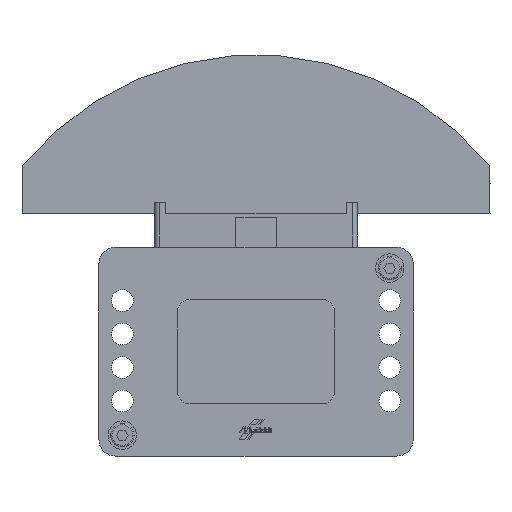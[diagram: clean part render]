
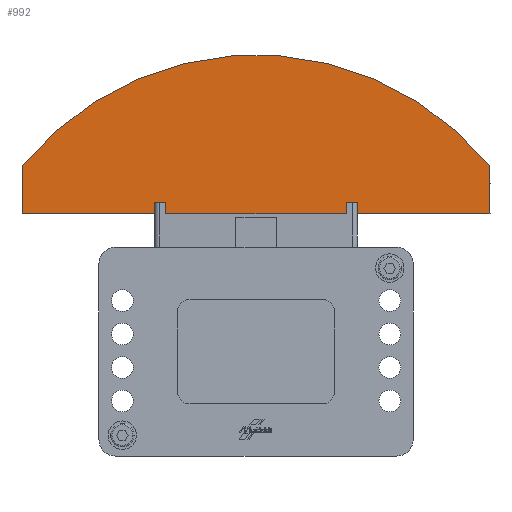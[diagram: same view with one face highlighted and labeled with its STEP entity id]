
A CAD part, front view. The second image highlights one B-rep face of the part: STEP entity #992.
In plain terms, the highlighted planar face has unit normal (0, -1, 0).
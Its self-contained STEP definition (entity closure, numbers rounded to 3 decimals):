
#992=ADVANCED_FACE('',(#2096),#2097,.T.);
#2096=FACE_OUTER_BOUND('',#3289,.T.);
#2097=PLANE('',#3290);
#3289=EDGE_LOOP('',(#6266,#6267,#6268,#6269,#6270,#6271,#6272,#6273,#6274,#6275,#6276,#6277));
#3290=AXIS2_PLACEMENT_3D('',#6278,#6279,#6280);
#6266=ORIENTED_EDGE('',*,*,#8041,.T.);
#6267=ORIENTED_EDGE('',*,*,#8045,.T.);
#6268=ORIENTED_EDGE('',*,*,#8046,.T.);
#6269=ORIENTED_EDGE('',*,*,#8021,.T.);
#6270=ORIENTED_EDGE('',*,*,#8047,.F.);
#6271=ORIENTED_EDGE('',*,*,#8048,.F.);
#6272=ORIENTED_EDGE('',*,*,#8049,.F.);
#6273=ORIENTED_EDGE('',*,*,#8050,.F.);
#6274=ORIENTED_EDGE('',*,*,#8051,.F.);
#6275=ORIENTED_EDGE('',*,*,#8052,.T.);
#6276=ORIENTED_EDGE('',*,*,#8053,.T.);
#6277=ORIENTED_EDGE('',*,*,#8012,.T.);
#6278=CARTESIAN_POINT('',(0.,-31.5,89.636));
#6279=DIRECTION('',(0.0,-1.0,0.0));
#6280=DIRECTION('',(1.0,0.0,0.0));
#8012=EDGE_CURVE('',#9866,#9864,#9867,.T.);
#8021=EDGE_CURVE('',#9883,#9881,#9884,.T.);
#8041=EDGE_CURVE('',#9864,#9907,#9909,.T.);
#8045=EDGE_CURVE('',#9907,#9914,#9915,.T.);
#8046=EDGE_CURVE('',#9914,#9883,#9916,.T.);
#8047=EDGE_CURVE('',#9917,#9881,#9918,.T.);
#8048=EDGE_CURVE('',#9919,#9917,#9920,.T.);
#8049=EDGE_CURVE('',#9921,#9919,#9922,.T.);
#8050=EDGE_CURVE('',#9923,#9921,#9924,.T.);
#8051=EDGE_CURVE('',#9925,#9923,#9926,.T.);
#8052=EDGE_CURVE('',#9925,#9927,#9928,.T.);
#8053=EDGE_CURVE('',#9927,#9866,#9929,.T.);
#9864=VERTEX_POINT('',#12338);
#9866=VERTEX_POINT('',#12341);
#9867=LINE('',#12342,#12343);
#9881=VERTEX_POINT('',#12363);
#9883=VERTEX_POINT('',#12366);
#9884=LINE('',#12367,#12368);
#9907=VERTEX_POINT('',#12396);
#9909=LINE('',#12399,#12400);
#9914=VERTEX_POINT('',#12407);
#9915=LINE('',#12408,#12409);
#9916=LINE('',#12410,#12411);
#9917=VERTEX_POINT('',#12412);
#9918=LINE('',#12413,#12414);
#9919=VERTEX_POINT('',#12415);
#9920=LINE('',#12416,#12417);
#9921=VERTEX_POINT('',#12418);
#9922=CIRCLE('',#12419,90.0);
#9923=VERTEX_POINT('',#12420);
#9924=LINE('',#12421,#12422);
#9925=VERTEX_POINT('',#12423);
#9926=LINE('',#12424,#12425);
#9927=VERTEX_POINT('',#12426);
#9928=LINE('',#12427,#12428);
#9929=LINE('',#12429,#12430);
#12338=CARTESIAN_POINT('',(-27.,-31.5,72.5));
#12341=CARTESIAN_POINT('',(-27.,-31.5,76.0));
#12342=CARTESIAN_POINT('',(-27.,-31.5,81.943));
#12343=VECTOR('',#14234,1.0);
#12363=CARTESIAN_POINT('',(30.25,-31.5,72.5));
#12366=CARTESIAN_POINT('',(30.25,-31.5,76.0));
#12367=CARTESIAN_POINT('',(30.25,-31.5,81.943));
#12368=VECTOR('',#14242,1.0);
#12396=CARTESIAN_POINT('',(27.,-31.5,72.5));
#12399=CARTESIAN_POINT('',(0.,-31.5,72.5));
#12400=VECTOR('',#14267,1.0);
#12407=CARTESIAN_POINT('',(27.,-31.5,76.0));
#12408=CARTESIAN_POINT('',(27.,-31.5,81.943));
#12409=VECTOR('',#14270,1.0);
#12410=CARTESIAN_POINT('',(14.312,-31.5,76.0));
#12411=VECTOR('',#14271,1.0);
#12412=CARTESIAN_POINT('',(70.0,-31.5,72.5));
#12413=CARTESIAN_POINT('',(70.0,-31.5,72.5));
#12414=VECTOR('',#14272,1.0);
#12415=CARTESIAN_POINT('',(70.,-31.5,86.569));
#12416=CARTESIAN_POINT('',(70.0,-31.5,86.569));
#12417=VECTOR('',#14273,1.0);
#12418=CARTESIAN_POINT('',(-70.0,-31.5,86.569));
#12419=AXIS2_PLACEMENT_3D('',#14274,#14275,#14276);
#12420=CARTESIAN_POINT('',(-70.0,-31.5,72.5));
#12421=CARTESIAN_POINT('',(-70.0,-31.5,72.5));
#12422=VECTOR('',#14277,1.0);
#12423=CARTESIAN_POINT('',(-30.25,-31.5,72.5));
#12424=CARTESIAN_POINT('',(70.0,-31.5,72.5));
#12425=VECTOR('',#14278,1.0);
#12426=CARTESIAN_POINT('',(-30.25,-31.5,76.0));
#12427=CARTESIAN_POINT('',(-30.25,-31.5,81.943));
#12428=VECTOR('',#14279,1.0);
#12429=CARTESIAN_POINT('',(-14.313,-31.5,76.0));
#12430=VECTOR('',#14280,1.0);
#14234=DIRECTION('',(-0.0,-0.0,-1.0));
#14242=DIRECTION('',(-0.0,-0.0,-1.0));
#14267=DIRECTION('',(1.0,0.0,-0.0));
#14270=DIRECTION('',(-0.0,0.0,1.0));
#14271=DIRECTION('',(1.0,0.0,-0.0));
#14272=DIRECTION('',(-1.0,0.0,0.0));
#14273=DIRECTION('',(0.0,0.0,-1.0));
#14274=CARTESIAN_POINT('',(0.,-31.5,30.));
#14275=DIRECTION('',(-0.0,1.0,0.0));
#14276=DIRECTION('',(0.778,0.0,0.629));
#14277=DIRECTION('',(0.0,0.0,1.0));
#14278=DIRECTION('',(-1.0,0.0,0.0));
#14279=DIRECTION('',(-0.0,0.0,1.0));
#14280=DIRECTION('',(1.0,0.0,-0.0));
